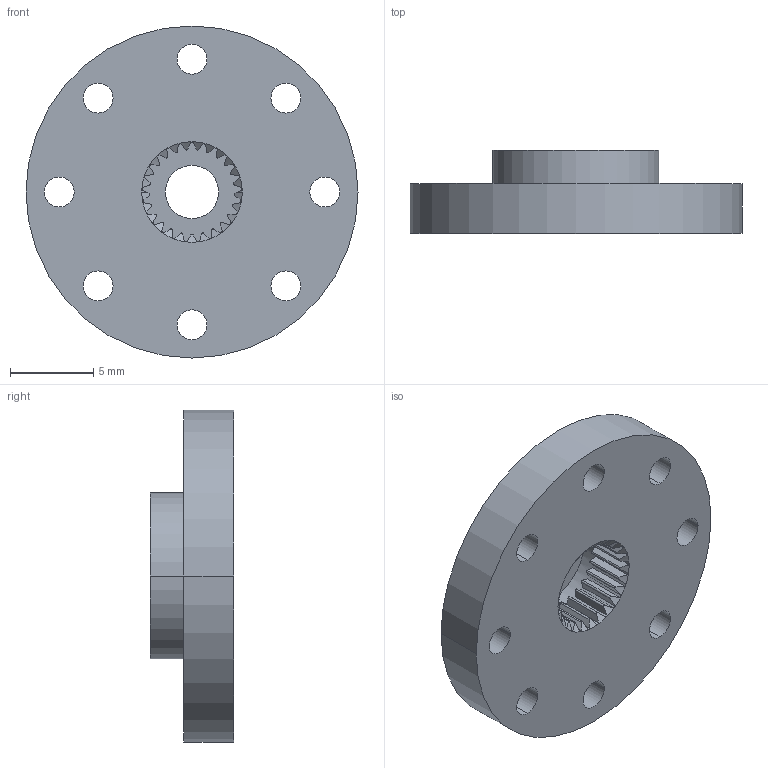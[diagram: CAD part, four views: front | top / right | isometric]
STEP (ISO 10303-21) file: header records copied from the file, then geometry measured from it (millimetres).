
FILE_DESCRIPTION (( 'STEP AP203' ), '1' );
FILE_NAME ('舵盘（主）.STEP', '2023-12-12T04:26:38', ( 'Windows 用户' ), ( '' ), 'SwSTEP 2.0', 'SolidWorks 2021', '' );
FILE_SCHEMA (( 'CONFIG_CONTROL_DESIGN' ));
Length unit declared in the file: millimetre
Products named in the file (1): 嗆攫ㄗ翋ㄘ
Bounding box: 20 x 5 x 20 mm (x, y, z)
Volume: 932.5 mm3; surface area: 1078.4 mm2
Topology: 1 solids, 1 shells, 130 faces, 378 edges, 252 vertices
Faces by surface type: plane 79, cylinder 49, cone 2
Entity records: 4669 total; most frequent: CARTESIAN_POINT 1144, ORIENTED_EDGE 756, DIRECTION 688, EDGE_CURVE 378, AXIS2_PLACEMENT_3D 256, VERTEX_POINT 252, VECTOR 176, LINE 176
